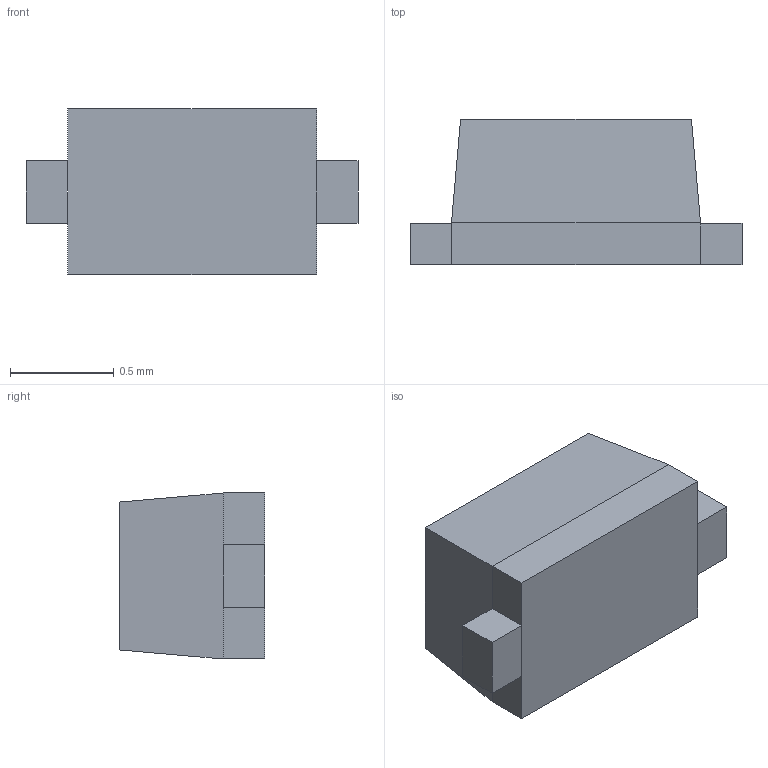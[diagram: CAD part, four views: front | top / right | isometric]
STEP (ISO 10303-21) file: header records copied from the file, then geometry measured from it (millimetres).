
FILE_DESCRIPTION (( 'STEP AP214' ), '1' );
FILE_NAME ('1N914BWT.STEP', '2019-08-26T07:45:10', ( '' ), ( '' ), 'SwSTEP 2.0', 'SolidWorks 2017', '' );
FILE_SCHEMA (( 'AUTOMOTIVE_DESIGN' ));
Length unit declared in the file: millimetre
Products named in the file (1): 1N914BWT
Bounding box: 1.6 x 0.7 x 0.8 mm (x, y, z)
Volume: 0.7 mm3; surface area: 5.2 mm2
Topology: 4 solids, 4 shells, 41 faces, 92 edges, 60 vertices
Faces by surface type: plane 33, cylinder 8
Entity records: 1191 total; most frequent: CARTESIAN_POINT 194, DIRECTION 192, ORIENTED_EDGE 184, EDGE_CURVE 92, LINE 76, VECTOR 76, VERTEX_POINT 60, AXIS2_PLACEMENT_3D 58
